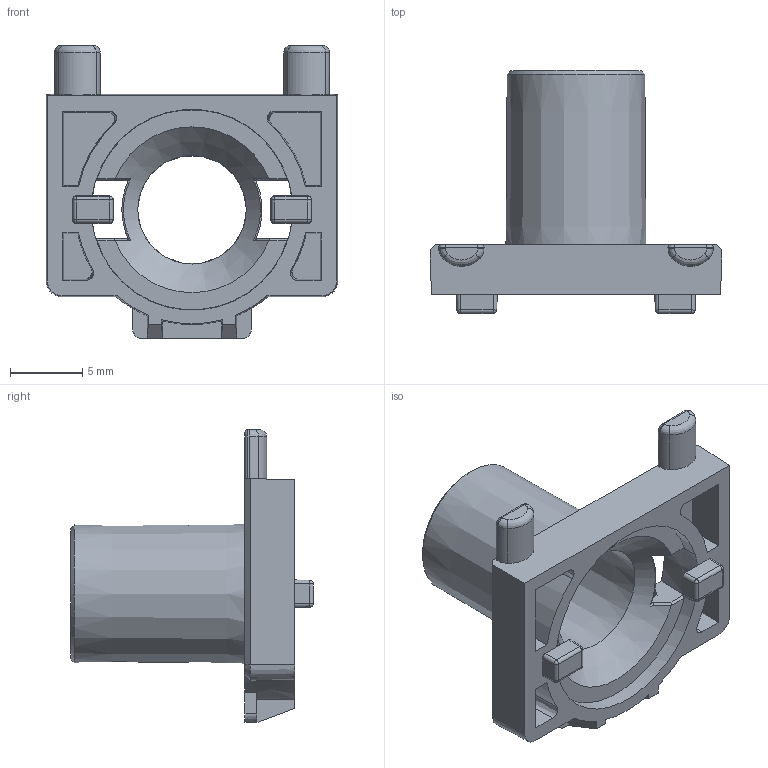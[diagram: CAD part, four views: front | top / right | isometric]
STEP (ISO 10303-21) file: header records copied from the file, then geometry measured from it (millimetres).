
FILE_DESCRIPTION(/* description */ (''),/* implementation_level */ '2;1');
FILE_NAME(/* name */ 'MembraneTriggerHolder.step',/* time_stamp */ '2024-08-25T21:03:18-07:00',/* author */ (''),/* organization */ (''),/* preprocessor_version */ 'ST-DEVELOPER v20',/* originating_system */ 'Autodesk Translation Framework v13.14.0.145',/* authorisation */ '');
FILE_SCHEMA (('AUTOMOTIVE_DESIGN { 1 0 10303 214 3 1 1 }'));
Length unit declared in the file: millimetre
Products named in the file (1): MembraneTriggerHolder
Bounding box: 20.23 x 16.85 x 20.32 mm (x, y, z)
Volume: 929.8 mm3; surface area: 1730.2 mm2
Topology: 1 solids, 1 shells, 166 faces, 446 edges, 275 vertices
Faces by surface type: plane 74, cylinder 34, cone 26, bspline 22, sphere 8, torus 2
Entity records: 6009 total; most frequent: CARTESIAN_POINT 2012, ORIENTED_EDGE 876, DIRECTION 789, EDGE_CURVE 438, AXIS2_PLACEMENT_3D 294, VERTEX_POINT 275, LINE 201, VECTOR 201
